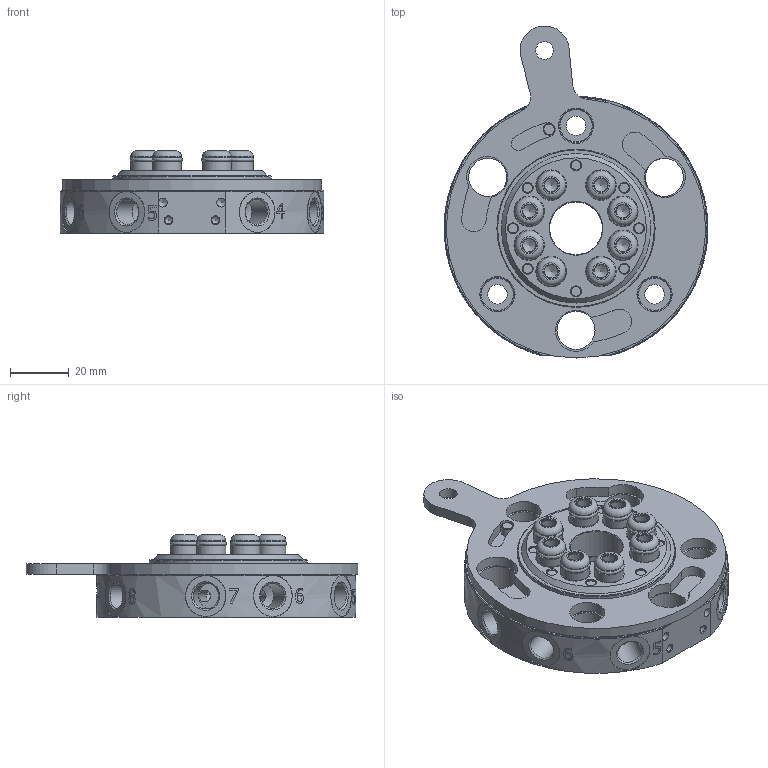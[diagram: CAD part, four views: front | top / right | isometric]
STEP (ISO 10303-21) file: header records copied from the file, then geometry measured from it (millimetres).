
FILE_DESCRIPTION(/* description */ ('SR90-A'),/* implementation_level */ '2;1');
FILE_NAME(/* name */ 'SR90-A-Kd 17.01.24.stp',/* time_stamp */ '2024-01-17T09:42:56+01:00',/* author */ ('RKob'),/* organization */ (''),/* preprocessor_version */ 'ST-DEVELOPER v18',/* originating_system */ 'Autodesk Inventor 2020',/* authorisation */ '');
FILE_SCHEMA (('AUTOMOTIVE_DESIGN { 1 0 10303 214 3 1 1 }'));
Products named in the file (8): 0803912; 0803905; 0803908; 0803910; 0803909; 0803906; 0803911; 0803907
Assembly tree (21 placements, depth 2):
  0803912
    0803905
    0803908
    0803910
    0803909
    0803906
    0803911  x8
    0803907  x8
Bounding box: 89.99 x 113.28 x 28.05 mm (x, y, z)
Volume: 92273.9 mm3; surface area: 57770.3 mm2
Topology: 29 solids, 29 shells, 977 faces, 2373 edges, 1539 vertices
Faces by surface type: plane 311, cylinder 307, bspline 190, cone 101, torus 68
Full cylindrical faces by diameter (mm): 2.459 x2, 3 x4, 3.242 x8, 4 x27, 4.134 x6, 4.5 x8, 5.5 x8, 6 x1, 6.5 x8, 6.647 x3, 7 x16, 7.147 x1, 7.94 x8, 8 x8, 8.566 x6, 8.8 x2, 9.8 x16, 10 x16, 11 x3, 11.4 x8, 12 x3, 13 x3, 14 x8, 18 x2, 20 x1, 48.5 x1, 50 x2, 54 x1
Entity records: 68833 total; most frequent: CARTESIAN_POINT 52061, ORIENTED_EDGE 3566, DIRECTION 2995, EDGE_CURVE 1783, VERTEX_POINT 1175, AXIS2_PLACEMENT_3D 1121, EDGE_LOOP 856, LINE 753
